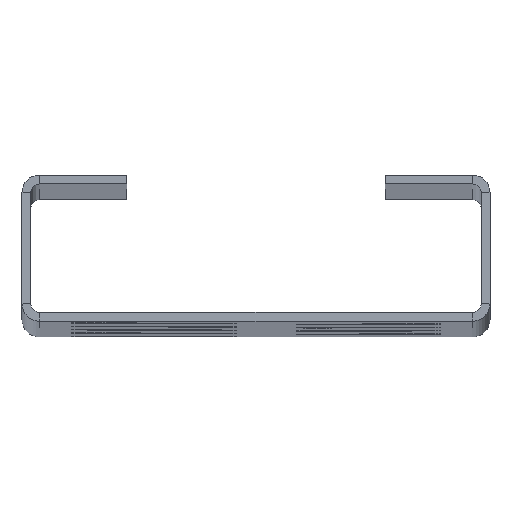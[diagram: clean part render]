
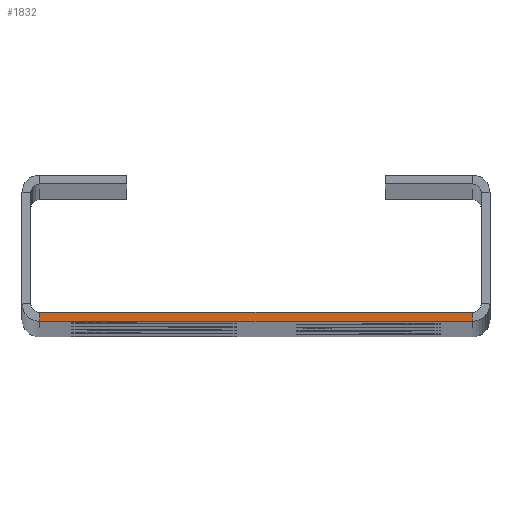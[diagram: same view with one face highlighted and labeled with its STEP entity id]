
A CAD part, top view. The second image highlights one B-rep face of the part: STEP entity #1832.
In plain terms, the highlighted planar face has unit normal (0, 0, 1).
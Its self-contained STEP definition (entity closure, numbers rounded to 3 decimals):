
#314 = DIRECTION ( 'NONE',  ( 1., 0., 0. ) ) ;
#331 = VERTEX_POINT ( 'NONE', #1553 ) ;
#391 = CARTESIAN_POINT ( 'NONE',  ( 76.2, -50., 3080. ) ) ;
#412 = VECTOR ( 'NONE', #314, 1000. ) ;
#439 = EDGE_CURVE ( 'NONE', #2815, #3620, #765, .T. ) ;
#445 = ORIENTED_EDGE ( 'NONE', *, *, #1970, .F. ) ;
#467 = LINE ( 'NONE', #3564, #1563 ) ;
#616 = DIRECTION ( 'NONE',  ( 1., 0., 0. ) ) ;
#765 = LINE ( 'NONE', #391, #2745 ) ;
#796 = ORIENTED_EDGE ( 'NONE', *, *, #1189, .T. ) ;
#871 = LINE ( 'NONE', #2449, #1975 ) ;
#966 = DIRECTION ( 'NONE',  ( 1., 0., 0. ) ) ;
#1168 = AXIS2_PLACEMENT_3D ( 'NONE', #3951, #2839, #616 ) ;
#1189 = EDGE_CURVE ( 'NONE', #331, #2826, #467, .T. ) ;
#1328 = DIRECTION ( 'NONE',  ( 0., -1., 0. ) ) ;
#1485 = DIRECTION ( 'NONE',  ( 0., 1., 0. ) ) ;
#1553 = CARTESIAN_POINT ( 'NONE',  ( -71.8, -47., 3080. ) ) ;
#1563 = VECTOR ( 'NONE', #1328, 1000. ) ;
#1797 = EDGE_LOOP ( 'NONE', ( #3034, #2507, #445, #796 ) ) ;
#1808 = EDGE_CURVE ( 'NONE', #2826, #2815, #871, .T. ) ;
#1832 = ADVANCED_FACE ( 'NONE', ( #2734 ), #4711, .T. ) ;
#1970 = EDGE_CURVE ( 'NONE', #331, #3620, #2393, .T. ) ;
#1975 = VECTOR ( 'NONE', #966, 1000. ) ;
#2186 = CARTESIAN_POINT ( 'NONE',  ( -77.8, -47., 3080. ) ) ;
#2393 = LINE ( 'NONE', #2186, #412 ) ;
#2449 = CARTESIAN_POINT ( 'NONE',  ( -77.8, -50., 3080. ) ) ;
#2507 = ORIENTED_EDGE ( 'NONE', *, *, #439, .T. ) ;
#2734 = FACE_OUTER_BOUND ( 'NONE', #1797, .T. ) ;
#2745 = VECTOR ( 'NONE', #1485, 1000. ) ;
#2815 = VERTEX_POINT ( 'NONE', #4008 ) ;
#2826 = VERTEX_POINT ( 'NONE', #3488 ) ;
#2839 = DIRECTION ( 'NONE',  ( 0., 0., 1. ) ) ;
#3034 = ORIENTED_EDGE ( 'NONE', *, *, #1808, .T. ) ;
#3488 = CARTESIAN_POINT ( 'NONE',  ( -71.8, -50., 3080. ) ) ;
#3564 = CARTESIAN_POINT ( 'NONE',  ( -71.8, -47., 3080. ) ) ;
#3620 = VERTEX_POINT ( 'NONE', #4588 ) ;
#3951 = CARTESIAN_POINT ( 'NONE',  ( 79.2, -44., 3080. ) ) ;
#4008 = CARTESIAN_POINT ( 'NONE',  ( 76.2, -50., 3080. ) ) ;
#4588 = CARTESIAN_POINT ( 'NONE',  ( 76.2, -47., 3080. ) ) ;
#4711 = PLANE ( 'NONE',  #1168 ) ;
